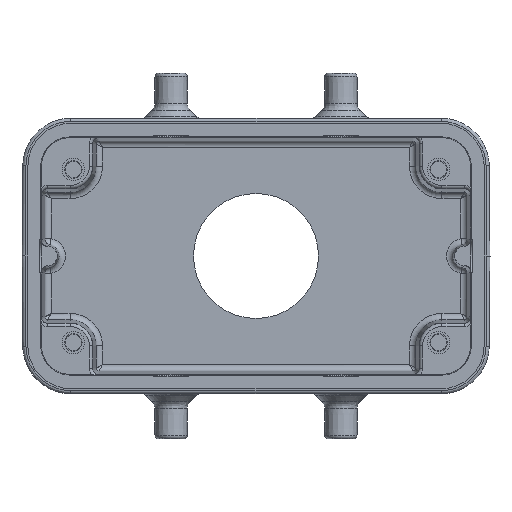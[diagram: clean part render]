
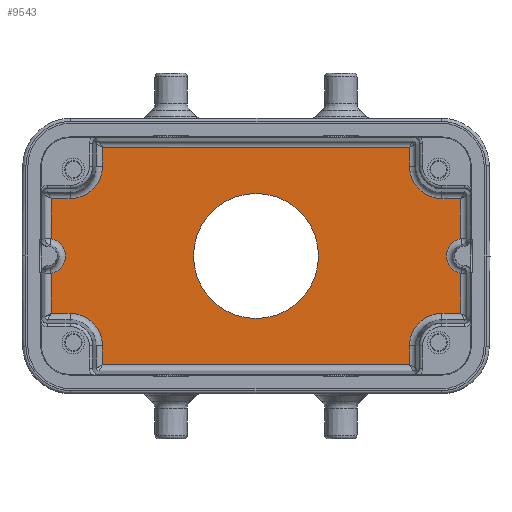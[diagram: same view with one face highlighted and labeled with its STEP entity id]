
A CAD part, front view. The second image highlights one B-rep face of the part: STEP entity #9543.
In plain terms, the highlighted planar face has unit normal (0, -1, 0).
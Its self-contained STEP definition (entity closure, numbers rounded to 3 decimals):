
#2031=CARTESIAN_POINT('',(0.,19.35,0.));
#2032=DIRECTION('',(0.,-1.,0.));
#2033=DIRECTION('',(-1.,0.,0.));
#2034=AXIS2_PLACEMENT_3D('',#2031,#2032,#2033);
#2036=CARTESIAN_POINT('',(0.,19.35,0.));
#2037=DIRECTION('',(0.,-1.,0.));
#2038=DIRECTION('',(1.,0.,0.));
#2039=AXIS2_PLACEMENT_3D('',#2036,#2037,#2038);
#2041=CARTESIAN_POINT('',(32.5,19.35,0.));
#2042=DIRECTION('',(0.,1.,0.));
#2043=DIRECTION('',(-0.2,0.,-0.98));
#2044=AXIS2_PLACEMENT_3D('',#2041,#2042,#2043);
#2046=CARTESIAN_POINT('',(29.,19.35,-14.));
#2047=DIRECTION('',(0.,1.,0.));
#2048=DIRECTION('',(-1.,0.,0.));
#2049=AXIS2_PLACEMENT_3D('',#2046,#2047,#2048);
#2051=CARTESIAN_POINT('',(-29.,19.35,-14.));
#2052=DIRECTION('',(0.,1.,0.));
#2053=DIRECTION('',(0.,0.,1.));
#2054=AXIS2_PLACEMENT_3D('',#2051,#2052,#2053);
#2056=CARTESIAN_POINT('',(-32.5,19.35,0.));
#2057=DIRECTION('',(0.,1.,0.));
#2058=DIRECTION('',(0.2,0.,0.98));
#2059=AXIS2_PLACEMENT_3D('',#2056,#2057,#2058);
#2061=CARTESIAN_POINT('',(-29.,19.35,14.));
#2062=DIRECTION('',(0.,1.,0.));
#2063=DIRECTION('',(1.,0.,0.));
#2064=AXIS2_PLACEMENT_3D('',#2061,#2062,#2063);
#2066=CARTESIAN_POINT('',(29.,19.35,14.));
#2067=DIRECTION('',(0.,1.,0.));
#2068=DIRECTION('',(0.,0.,-1.));
#2069=AXIS2_PLACEMENT_3D('',#2066,#2067,#2068);
#2075=DIRECTION('',(0.,0.,-1.));
#2076=VECTOR('',#2075,6.23);
#2077=CARTESIAN_POINT('',(31.946,19.35,8.946));
#2078=LINE('',#2077,#2076);
#2609=DIRECTION('',(-1.,0.,0.));
#2610=VECTOR('',#2609,47.893);
#2611=CARTESIAN_POINT('',(23.946,19.35,-16.946));
#2612=LINE('',#2611,#2610);
#2645=DIRECTION('',(0.,0.,-1.));
#2646=VECTOR('',#2645,2.946);
#2647=CARTESIAN_POINT('',(23.947,19.35,-14.));
#2648=LINE('',#2647,#2646);
#2914=DIRECTION('',(1.,0.,0.));
#2915=VECTOR('',#2914,2.946);
#2916=CARTESIAN_POINT('',(-31.946,19.35,8.946));
#2917=LINE('',#2916,#2915);
#2956=DIRECTION('',(0.,0.,1.));
#2957=VECTOR('',#2956,2.946);
#2958=CARTESIAN_POINT('',(-23.947,19.35,14.));
#2959=LINE('',#2958,#2957);
#2960=DIRECTION('',(1.,0.,0.));
#2961=VECTOR('',#2960,47.893);
#2962=CARTESIAN_POINT('',(-23.946,19.35,16.946));
#2963=LINE('',#2962,#2961);
#2983=DIRECTION('',(0.,0.,-1.));
#2984=VECTOR('',#2983,2.946);
#2985=CARTESIAN_POINT('',(23.946,19.35,16.946));
#2986=LINE('',#2985,#2984);
#3025=DIRECTION('',(1.,0.,0.));
#3026=VECTOR('',#3025,2.946);
#3027=CARTESIAN_POINT('',(29.,19.35,8.947));
#3028=LINE('',#3027,#3026);
#3029=DIRECTION('',(0.,0.,1.));
#3030=VECTOR('',#3029,6.23);
#3031=CARTESIAN_POINT('',(-31.947,19.35,2.717));
#3032=LINE('',#3031,#3030);
#3080=DIRECTION('',(0.,0.,1.));
#3081=VECTOR('',#3080,6.23);
#3082=CARTESIAN_POINT('',(-31.946,19.35,
-8.946));
#3083=LINE('',#3082,#3081);
#3103=DIRECTION('',(-1.,0.,0.));
#3104=VECTOR('',#3103,2.946);
#3105=CARTESIAN_POINT('',(-29.,19.35,
-8.947));
#3106=LINE('',#3105,#3104);
#3122=DIRECTION('',(0.,0.,1.));
#3123=VECTOR('',#3122,2.946);
#3124=CARTESIAN_POINT('',(-23.946,19.35,
-16.946));
#3125=LINE('',#3124,#3123);
#3401=DIRECTION('',(0.,0.,-1.));
#3402=VECTOR('',#3401,6.23);
#3403=CARTESIAN_POINT('',(31.947,19.35,-2.717));
#3404=LINE('',#3403,#3402);
#3502=DIRECTION('',(-1.,0.,0.));
#3503=VECTOR('',#3502,2.946);
#3504=CARTESIAN_POINT('',(31.946,19.35,-8.946));
#3505=LINE('',#3504,#3503);
#5543=CARTESIAN_POINT('',(31.947,19.35,-2.717));
#5545=VERTEX_POINT('',#5543);
#5551=CARTESIAN_POINT('',(31.947,19.35,2.717));
#5552=VERTEX_POINT('',#5551);
#5553=CARTESIAN_POINT('',(23.946,19.35,16.946));
#5554=CARTESIAN_POINT('',(23.947,19.35,14.));
#5555=VERTEX_POINT('',#5553);
#5556=VERTEX_POINT('',#5554);
#5561=CARTESIAN_POINT('',(29.,19.35,8.946));
#5563=VERTEX_POINT('',#5561);
#5567=CARTESIAN_POINT('',(31.946,19.35,8.946));
#5568=VERTEX_POINT('',#5567);
#5569=CARTESIAN_POINT('',(-31.947,19.35,-2.717));
#5571=VERTEX_POINT('',#5569);
#5573=CARTESIAN_POINT('',(-31.946,19.35,2.716));
#5574=VERTEX_POINT('',#5573);
#5583=CARTESIAN_POINT('',(-23.946,19.35,14.));
#5584=VERTEX_POINT('',#5583);
#5585=CARTESIAN_POINT('',(-23.946,19.35,16.946));
#5586=VERTEX_POINT('',#5585);
#5589=CARTESIAN_POINT('',(-29.,19.35,8.946));
#5590=VERTEX_POINT('',#5589);
#5591=CARTESIAN_POINT('',(-31.946,19.35,8.946));
#5592=VERTEX_POINT('',#5591);
#5599=CARTESIAN_POINT('',(-29.,19.35,-8.946));
#5600=VERTEX_POINT('',#5599);
#5601=CARTESIAN_POINT('',(-31.946,19.35,
-8.946));
#5602=VERTEX_POINT('',#5601);
#5605=CARTESIAN_POINT('',(-23.946,19.35,-14.));
#5606=VERTEX_POINT('',#5605);
#5607=CARTESIAN_POINT('',(-23.946,19.35,
-16.946));
#5608=VERTEX_POINT('',#5607);
#5615=CARTESIAN_POINT('',(23.946,19.35,-14.));
#5616=VERTEX_POINT('',#5615);
#5617=CARTESIAN_POINT('',(23.946,19.35,-16.946));
#5618=VERTEX_POINT('',#5617);
#5621=CARTESIAN_POINT('',(29.,19.35,-8.946));
#5622=VERTEX_POINT('',#5621);
#5623=CARTESIAN_POINT('',(31.946,19.35,-8.946));
#5624=VERTEX_POINT('',#5623);
#6621=CARTESIAN_POINT('',(-9.75,19.35,0.));
#6622=CARTESIAN_POINT('',(9.75,19.35,0.));
#6623=VERTEX_POINT('',#6621);
#6624=VERTEX_POINT('',#6622);
#9492=CARTESIAN_POINT('',(0.,19.35,-21.5));
#9493=DIRECTION('',(0.,-1.,0.));
#9494=DIRECTION('',(0.,0.,-1.));
#9495=AXIS2_PLACEMENT_3D('',#9492,#9493,#9494);
#9496=PLANE('',#9495);
#9498=ORIENTED_EDGE('',*,*,#9497,.T.);
#9500=ORIENTED_EDGE('',*,*,#9499,.F.);
#9502=ORIENTED_EDGE('',*,*,#9501,.T.);
#9504=ORIENTED_EDGE('',*,*,#9503,.T.);
#9506=ORIENTED_EDGE('',*,*,#9505,.F.);
#9508=ORIENTED_EDGE('',*,*,#9507,.T.);
#9510=ORIENTED_EDGE('',*,*,#9509,.T.);
#9512=ORIENTED_EDGE('',*,*,#9511,.T.);
#9514=ORIENTED_EDGE('',*,*,#9513,.F.);
#9516=ORIENTED_EDGE('',*,*,#9515,.T.);
#9518=ORIENTED_EDGE('',*,*,#9517,.T.);
#9520=ORIENTED_EDGE('',*,*,#9519,.F.);
#9522=ORIENTED_EDGE('',*,*,#9521,.T.);
#9524=ORIENTED_EDGE('',*,*,#9523,.T.);
#9526=ORIENTED_EDGE('',*,*,#9525,.F.);
#9528=ORIENTED_EDGE('',*,*,#9527,.T.);
#9530=ORIENTED_EDGE('',*,*,#9529,.T.);
#9532=ORIENTED_EDGE('',*,*,#9531,.T.);
#9534=ORIENTED_EDGE('',*,*,#9533,.F.);
#9536=ORIENTED_EDGE('',*,*,#9535,.T.);
#9537=EDGE_LOOP('',(#9498,#9500,#9502,#9504,#9506,#9508,#9510,#9512,#9514,#9516,
#9518,#9520,#9522,#9524,#9526,#9528,#9530,#9532,#9534,#9536));
#9538=FACE_OUTER_BOUND('',#9537,.F.);
#9539=ORIENTED_EDGE('',*,*,#9472,.T.);
#9540=ORIENTED_EDGE('',*,*,#9486,.T.);
#9541=EDGE_LOOP('',(#9539,#9540));
#9542=FACE_BOUND('',#9541,.F.);
#2035=CIRCLE('',#2034,9.75);
#2040=CIRCLE('',#2039,9.75);
#2045=CIRCLE('',#2044,2.772);
#2050=CIRCLE('',#2049,5.053);
#2055=CIRCLE('',#2054,5.053);
#2060=CIRCLE('',#2059,2.772);
#2065=CIRCLE('',#2064,5.053);
#2070=CIRCLE('',#2069,5.053);
#9472=EDGE_CURVE('',#6623,#6624,#2035,.T.);
#9486=EDGE_CURVE('',#6624,#6623,#2040,.T.);
#9497=EDGE_CURVE('',#5568,#5552,#2078,.T.);
#9499=EDGE_CURVE('',#5545,#5552,#2045,.T.);
#9501=EDGE_CURVE('',#5545,#5624,#3404,.T.);
#9503=EDGE_CURVE('',#5624,#5622,#3505,.T.);
#9505=EDGE_CURVE('',#5616,#5622,#2050,.T.);
#9507=EDGE_CURVE('',#5616,#5618,#2648,.T.);
#9509=EDGE_CURVE('',#5618,#5608,#2612,.T.);
#9511=EDGE_CURVE('',#5608,#5606,#3125,.T.);
#9513=EDGE_CURVE('',#5600,#5606,#2055,.T.);
#9515=EDGE_CURVE('',#5600,#5602,#3106,.T.);
#9517=EDGE_CURVE('',#5602,#5571,#3083,.T.);
#9519=EDGE_CURVE('',#5574,#5571,#2060,.T.);
#9521=EDGE_CURVE('',#5574,#5592,#3032,.T.);
#9523=EDGE_CURVE('',#5592,#5590,#2917,.T.);
#9525=EDGE_CURVE('',#5584,#5590,#2065,.T.);
#9527=EDGE_CURVE('',#5584,#5586,#2959,.T.);
#9529=EDGE_CURVE('',#5586,#5555,#2963,.T.);
#9531=EDGE_CURVE('',#5555,#5556,#2986,.T.);
#9533=EDGE_CURVE('',#5563,#5556,#2070,.T.);
#9535=EDGE_CURVE('',#5563,#5568,#3028,.T.);
#9543=ADVANCED_FACE('',(#9538,#9542),#9496,.T.);
